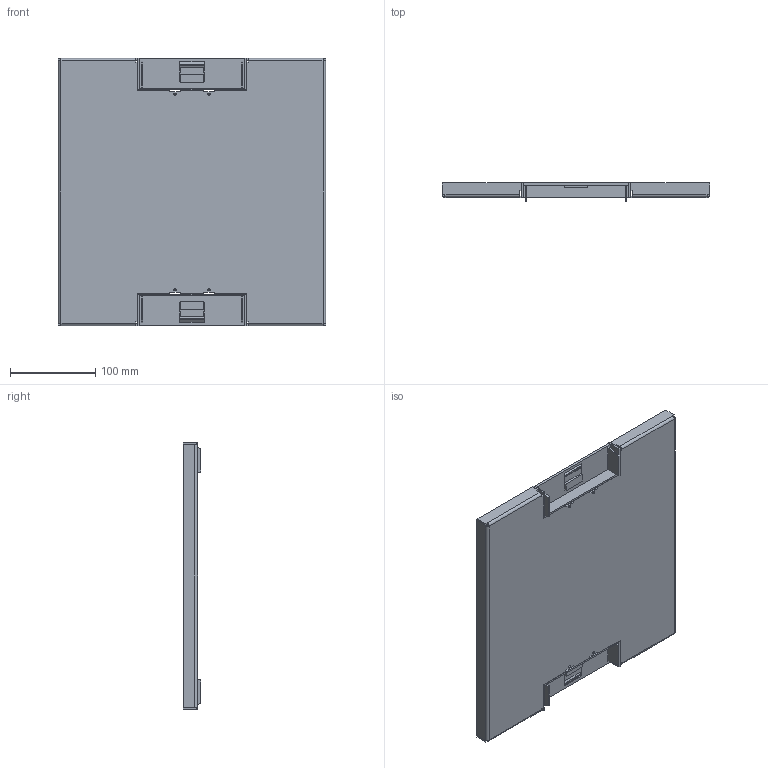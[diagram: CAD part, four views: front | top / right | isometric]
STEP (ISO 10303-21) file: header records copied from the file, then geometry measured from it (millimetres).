
FILE_DESCRIPTION((''),'2;1');
FILE_NAME('EKQ162LE15_ASM','2024-02-29T13:32:28',('goergem'),(''),'CREO PARAMETRIC BY PTC INC, 2022281','CREO PARAMETRIC BY PTC INC, 2022281','');
FILE_SCHEMA(('AUTOMOTIVE_DESIGN { 1 0 10303 214 1 1 1 1 }'));
Length unit declared in the file: millimetre
Products named in the file (8): T-00651_1; T-00622S_1; T-00621S_1; T-00724S_1; T-00782S_ASM_1_ASM; T-00882_ASM_1_ASM; T-00887_ASM_1_ASM; EKQ162LE15_ASM
Assembly tree (8 placements, depth 5):
  EKQ162LE15_ASM
    T-00887_ASM_1_ASM
      T-00882_ASM_1_ASM
        T-00651_1
        T-00782S_ASM_1_ASM  x2
          T-00622S_1
          T-00621S_1
          T-00724S_1
Bounding box: 314 x 21 x 314 mm (x, y, z)
Volume: 249462 mm3; surface area: 249412.3 mm2
Topology: 7 solids, 7 shells, 192 faces, 492 edges, 316 vertices
Faces by surface type: plane 170, cylinder 22
Entity records: 11337 total; most frequent: DIRECTION 1537, CARTESIAN_POINT 1338, ORIENTED_EDGE 762, PROPERTY_DEFINITION 569, REPRESENTATION 565, PROPERTY_DEFINITION_REPRESENTATION 565, AXIS2_PLACEMENT_3D 518, GENERAL_PROPERTY 448
